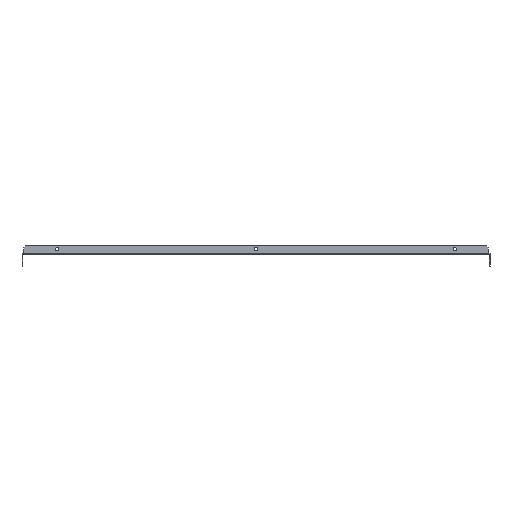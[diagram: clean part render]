
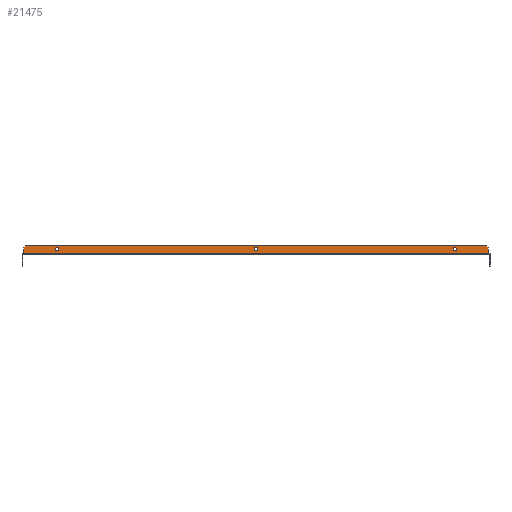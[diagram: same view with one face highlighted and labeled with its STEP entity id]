
A CAD part, left-side view. The second image highlights one B-rep face of the part: STEP entity #21475.
In plain terms, the highlighted planar face has unit normal (-1, 0, 0).
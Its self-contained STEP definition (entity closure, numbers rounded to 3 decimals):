
#38 = CARTESIAN_POINT ( 'NONE',  ( 176.5, -350.5, 11. ) ) ;
#520 = CARTESIAN_POINT ( 'NONE',  ( 176.5, -350.5, 1. ) ) ;
#737 = EDGE_CURVE ( 'NONE', #5635, #7316, #841, .T. ) ;
#841 = LINE ( 'NONE', #3009, #17741 ) ;
#933 = VERTEX_POINT ( 'NONE', #15135 ) ;
#1045 = EDGE_CURVE ( 'NONE', #15702, #23732, #20039, .T. ) ;
#1303 = FACE_BOUND ( 'NONE', #17201, .T. ) ;
#1390 = VERTEX_POINT ( 'NONE', #17512 ) ;
#1516 = CARTESIAN_POINT ( 'NONE',  ( 176.5, -347.5, 11. ) ) ;
#1612 = VERTEX_POINT ( 'NONE', #520 ) ;
#1673 = VERTEX_POINT ( 'NONE', #2943 ) ;
#2312 = CARTESIAN_POINT ( 'NONE',  ( 176.5, 350.5, 0. ) ) ;
#2371 = EDGE_LOOP ( 'NONE', ( #7001, #16295 ) ) ;
#2443 = EDGE_CURVE ( 'NONE', #12847, #11915, #16537, .T. ) ;
#2473 = LINE ( 'NONE', #9808, #5461 ) ;
#2581 = ORIENTED_EDGE ( 'NONE', *, *, #737, .F. ) ;
#2596 = DIRECTION ( 'NONE',  ( 0., 0.707, 0.707 ) ) ;
#2699 = VECTOR ( 'NONE', #14369, 1000. ) ;
#2943 = CARTESIAN_POINT ( 'NONE',  ( 176.5, 300., 3.4 ) ) ;
#2979 = LINE ( 'NONE', #4887, #13411 ) ;
#3009 = CARTESIAN_POINT ( 'NONE',  ( 176.5, 350.5, 11. ) ) ;
#3198 = DIRECTION ( 'NONE',  ( 0., 0., 1. ) ) ;
#3714 = CIRCLE ( 'NONE', #12572, 2.6 ) ;
#4665 = FACE_BOUND ( 'NONE', #22886, .T. ) ;
#4887 = CARTESIAN_POINT ( 'NONE',  ( 176.5, -350.5, 0. ) ) ;
#4902 = LINE ( 'NONE', #23156, #21227 ) ;
#4948 = VECTOR ( 'NONE', #14559, 1000. ) ;
#5461 = VECTOR ( 'NONE', #2596, 1000. ) ;
#5635 = VERTEX_POINT ( 'NONE', #17293 ) ;
#5875 = VERTEX_POINT ( 'NONE', #2312 ) ;
#6367 = DIRECTION ( 'NONE',  ( 0., 0., 1. ) ) ;
#6590 = FACE_OUTER_BOUND ( 'NONE', #15436, .T. ) ;
#6634 = ORIENTED_EDGE ( 'NONE', *, *, #2443, .F. ) ;
#7000 = CARTESIAN_POINT ( 'NONE',  ( 176.5, -350.5, 0. ) ) ;
#7001 = ORIENTED_EDGE ( 'NONE', *, *, #21671, .T. ) ;
#7126 = CARTESIAN_POINT ( 'NONE',  ( 176.5, 0., 6. ) ) ;
#7316 = VERTEX_POINT ( 'NONE', #21123 ) ;
#7969 = CARTESIAN_POINT ( 'NONE',  ( 176.5, -300., 6. ) ) ;
#8236 = EDGE_CURVE ( 'NONE', #5635, #5875, #12521, .T. ) ;
#8288 = ORIENTED_EDGE ( 'NONE', *, *, #22269, .F. ) ;
#8531 = CARTESIAN_POINT ( 'NONE',  ( 176.5, 350.5, 1. ) ) ;
#8832 = DIRECTION ( 'NONE',  ( 0., -1., 0. ) ) ;
#9094 = DIRECTION ( 'NONE',  ( 0., 0., 1. ) ) ;
#9593 = CIRCLE ( 'NONE', #23797, 2.6 ) ;
#9808 = CARTESIAN_POINT ( 'NONE',  ( 176.5, -179.25, 179.25 ) ) ;
#10137 = AXIS2_PLACEMENT_3D ( 'NONE', #14411, #12612, #10187 ) ;
#10187 = DIRECTION ( 'NONE',  ( 0., 0., 1. ) ) ;
#10241 = EDGE_CURVE ( 'NONE', #1390, #11915, #2473, .T. ) ;
#10384 = ORIENTED_EDGE ( 'NONE', *, *, #15136, .T. ) ;
#10567 = LINE ( 'NONE', #11275, #23723 ) ;
#10752 = CARTESIAN_POINT ( 'NONE',  ( 176.5, -300., 8.6 ) ) ;
#11262 = CARTESIAN_POINT ( 'NONE',  ( 176.5, 300., 8.6 ) ) ;
#11275 = CARTESIAN_POINT ( 'NONE',  ( 176.5, 0., 0. ) ) ;
#11391 = CARTESIAN_POINT ( 'NONE',  ( 176.5, 300., 6. ) ) ;
#11465 = CARTESIAN_POINT ( 'NONE',  ( 176.5, -300., 3.4 ) ) ;
#11578 = CARTESIAN_POINT ( 'NONE',  ( 176.5, 347.5, 11. ) ) ;
#11915 = VERTEX_POINT ( 'NONE', #1516 ) ;
#12214 = DIRECTION ( 'NONE',  ( 0., 0., 1. ) ) ;
#12365 = ORIENTED_EDGE ( 'NONE', *, *, #18475, .F. ) ;
#12494 = DIRECTION ( 'NONE',  ( 0., 0.707, -0.707 ) ) ;
#12521 = LINE ( 'NONE', #8531, #4948 ) ;
#12572 = AXIS2_PLACEMENT_3D ( 'NONE', #7969, #15322, #22616 ) ;
#12612 = DIRECTION ( 'NONE',  ( 1., 0., 0. ) ) ;
#12623 = CARTESIAN_POINT ( 'NONE',  ( 176.5, -300., 6. ) ) ;
#12847 = VERTEX_POINT ( 'NONE', #11578 ) ;
#12977 = DIRECTION ( 'NONE',  ( 0., 1., 0. ) ) ;
#13087 = DIRECTION ( 'NONE',  ( 1., 0., 0. ) ) ;
#13227 = ORIENTED_EDGE ( 'NONE', *, *, #1045, .T. ) ;
#13411 = VECTOR ( 'NONE', #15492, 1000. ) ;
#13575 = DIRECTION ( 'NONE',  ( 0., 0., 1. ) ) ;
#13952 = DIRECTION ( 'NONE',  ( -1., 0., 0. ) ) ;
#14114 = ORIENTED_EDGE ( 'NONE', *, *, #10241, .T. ) ;
#14117 = ORIENTED_EDGE ( 'NONE', *, *, #8236, .T. ) ;
#14208 = EDGE_CURVE ( 'NONE', #23732, #15702, #20100, .T. ) ;
#14369 = DIRECTION ( 'NONE',  ( 0., 0., -1. ) ) ;
#14386 = DIRECTION ( 'NONE',  ( 1., 0., 0. ) ) ;
#14411 = CARTESIAN_POINT ( 'NONE',  ( 176.5, 0., 6. ) ) ;
#14555 = VERTEX_POINT ( 'NONE', #10752 ) ;
#14559 = DIRECTION ( 'NONE',  ( 0., 0., -1. ) ) ;
#15135 = CARTESIAN_POINT ( 'NONE',  ( 176.5, -350.5, 0. ) ) ;
#15136 = EDGE_CURVE ( 'NONE', #12847, #7316, #4902, .T. ) ;
#15322 = DIRECTION ( 'NONE',  ( 1., 0., 0. ) ) ;
#15436 = EDGE_LOOP ( 'NONE', ( #6634, #10384, #2581, #14117, #12365, #18949, #8288, #14114 ) ) ;
#15453 = AXIS2_PLACEMENT_3D ( 'NONE', #7126, #16167, #12214 ) ;
#15492 = DIRECTION ( 'NONE',  ( 0., 0., -1. ) ) ;
#15634 = FACE_BOUND ( 'NONE', #2371, .T. ) ;
#15702 = VERTEX_POINT ( 'NONE', #18434 ) ;
#16167 = DIRECTION ( 'NONE',  ( 1., 0., 0. ) ) ;
#16177 = CARTESIAN_POINT ( 'NONE',  ( 176.5, 300., 6. ) ) ;
#16295 = ORIENTED_EDGE ( 'NONE', *, *, #16325, .T. ) ;
#16325 = EDGE_CURVE ( 'NONE', #1673, #20997, #16752, .T. ) ;
#16537 = LINE ( 'NONE', #38, #17834 ) ;
#16545 = EDGE_CURVE ( 'NONE', #14555, #16590, #3714, .T. ) ;
#16590 = VERTEX_POINT ( 'NONE', #11465 ) ;
#16752 = CIRCLE ( 'NONE', #21728, 2.6 ) ;
#17201 = EDGE_LOOP ( 'NONE', ( #18831, #21212 ) ) ;
#17293 = CARTESIAN_POINT ( 'NONE',  ( 176.5, 350.5, 1. ) ) ;
#17512 = CARTESIAN_POINT ( 'NONE',  ( 176.5, -350.5, 8. ) ) ;
#17741 = VECTOR ( 'NONE', #6367, 1000. ) ;
#17834 = VECTOR ( 'NONE', #8832, 1000. ) ;
#18256 = DIRECTION ( 'NONE',  ( 1., 0., 0. ) ) ;
#18434 = CARTESIAN_POINT ( 'NONE',  ( 176.5, 0., 3.4 ) ) ;
#18475 = EDGE_CURVE ( 'NONE', #933, #5875, #10567, .T. ) ;
#18715 = EDGE_CURVE ( 'NONE', #1612, #933, #2979, .T. ) ;
#18831 = ORIENTED_EDGE ( 'NONE', *, *, #16545, .T. ) ;
#18949 = ORIENTED_EDGE ( 'NONE', *, *, #18715, .F. ) ;
#19201 = DIRECTION ( 'NONE',  ( 0., 0., 1. ) ) ;
#19682 = CARTESIAN_POINT ( 'NONE',  ( 176.5, 0., 8.6 ) ) ;
#20039 = CIRCLE ( 'NONE', #15453, 2.6 ) ;
#20100 = CIRCLE ( 'NONE', #10137, 2.6 ) ;
#20143 = ORIENTED_EDGE ( 'NONE', *, *, #14208, .T. ) ;
#20759 = AXIS2_PLACEMENT_3D ( 'NONE', #23165, #13952, #19201 ) ;
#20997 = VERTEX_POINT ( 'NONE', #11262 ) ;
#21123 = CARTESIAN_POINT ( 'NONE',  ( 176.5, 350.5, 8. ) ) ;
#21212 = ORIENTED_EDGE ( 'NONE', *, *, #21621, .T. ) ;
#21227 = VECTOR ( 'NONE', #12494, 1000. ) ;
#21475 = ADVANCED_FACE ( 'NONE', ( #15634, #4665, #1303, #6590 ), #21601, .T. ) ;
#21601 = PLANE ( 'NONE',  #20759 ) ;
#21621 = EDGE_CURVE ( 'NONE', #16590, #14555, #9593, .T. ) ;
#21671 = EDGE_CURVE ( 'NONE', #20997, #1673, #22235, .T. ) ;
#21728 = AXIS2_PLACEMENT_3D ( 'NONE', #16177, #14386, #3198 ) ;
#22235 = CIRCLE ( 'NONE', #23022, 2.6 ) ;
#22269 = EDGE_CURVE ( 'NONE', #1390, #1612, #23687, .T. ) ;
#22616 = DIRECTION ( 'NONE',  ( 0., 0., 1. ) ) ;
#22886 = EDGE_LOOP ( 'NONE', ( #20143, #13227 ) ) ;
#23022 = AXIS2_PLACEMENT_3D ( 'NONE', #11391, #13087, #13575 ) ;
#23156 = CARTESIAN_POINT ( 'NONE',  ( 176.5, 179.25, 179.25 ) ) ;
#23165 = CARTESIAN_POINT ( 'NONE',  ( 176.5, 0., 0. ) ) ;
#23687 = LINE ( 'NONE', #7000, #2699 ) ;
#23723 = VECTOR ( 'NONE', #12977, 1000. ) ;
#23732 = VERTEX_POINT ( 'NONE', #19682 ) ;
#23797 = AXIS2_PLACEMENT_3D ( 'NONE', #12623, #18256, #9094 ) ;
